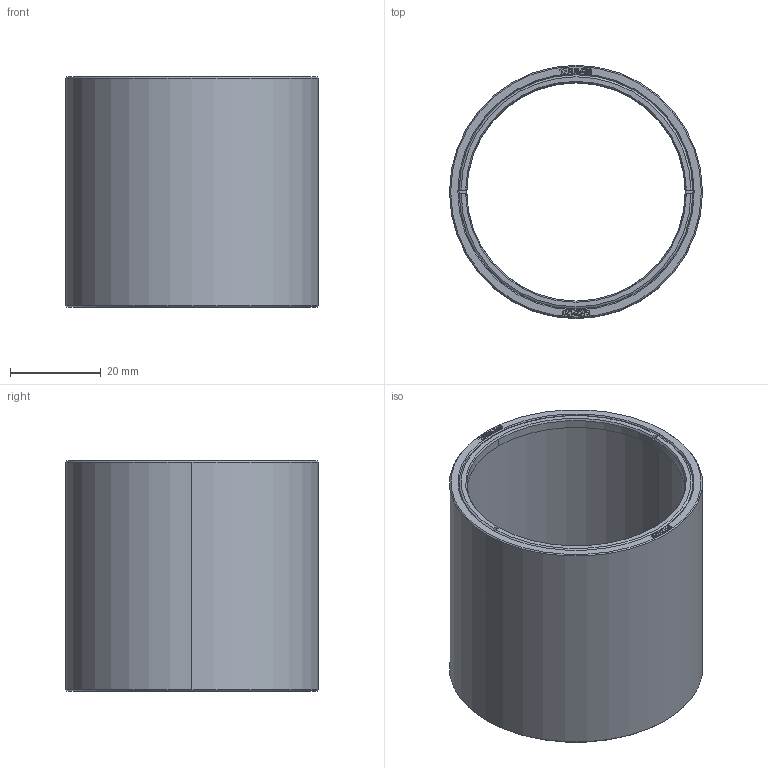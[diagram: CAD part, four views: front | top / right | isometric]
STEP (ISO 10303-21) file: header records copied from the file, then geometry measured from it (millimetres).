
FILE_DESCRIPTION (( 'STEP AP214' ), '1' );
FILE_NAME ('18677-E0W.STEP', '2019-04-29T18:10:03', ( 'admin' ), ( '' ), 'SwSTEP 2.0', 'SolidWorks 2018', '' );
FILE_SCHEMA (( 'AUTOMOTIVE_DESIGN' ));
Length unit declared in the file: millimetre
Products named in the file (1): 18677-E0W
Bounding box: 55.88 x 55.88 x 50.8 mm (x, y, z)
Volume: 19251.6 mm3; surface area: 20208.6 mm2
Topology: 3 solids, 3 shells, 307 faces, 823 edges, 542 vertices
Faces by surface type: bspline 153, plane 114, cone 28, cylinder 12
Entity records: 16188 total; most frequent: CARTESIAN_POINT 6098, ORIENTED_EDGE 1646, DIRECTION 879, EDGE_CURVE 823, VERTEX_POINT 542, LINE 433, VECTOR 433, EDGE_LOOP 333
